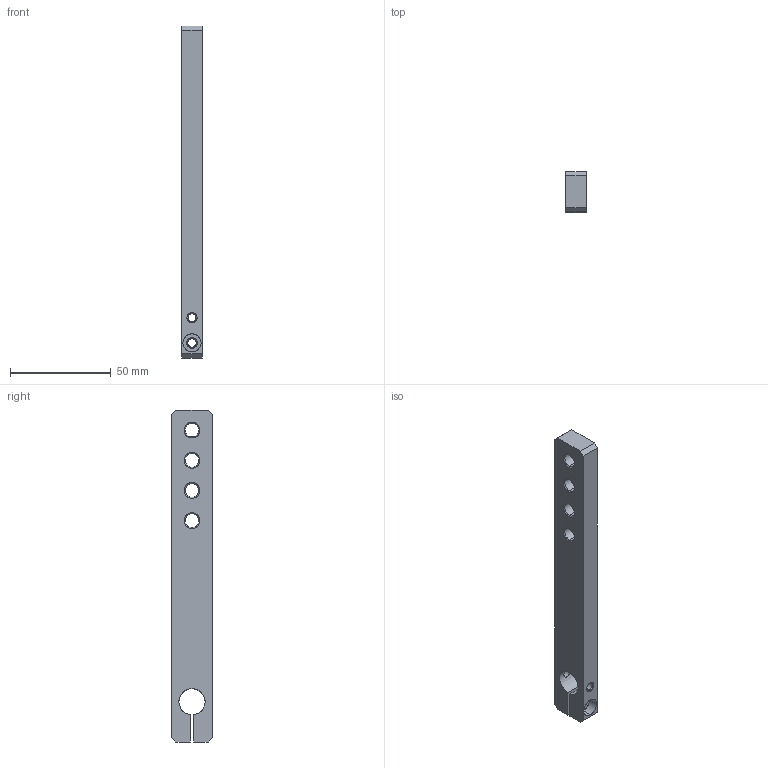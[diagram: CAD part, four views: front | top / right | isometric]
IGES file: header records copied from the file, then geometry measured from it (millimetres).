
Start section: SolidWorks IGES file using analytic representation for surfaces
Global section: file name: Z-IPX-M01.igs; native system: SolidWorks 2020; preprocessor: SolidWorks 2020; author: thiel; date: 211105.105809; units: millimetre
Bounding box: 10 x 20 x 165 mm (x, y, z)
Surface area: 11390.6 mm2 (no closed solid volume)
Topology: 0 solids, 0 shells, 55 faces, 930 edges, 930 vertices
Faces by surface type: revolution 41, bspline 14
